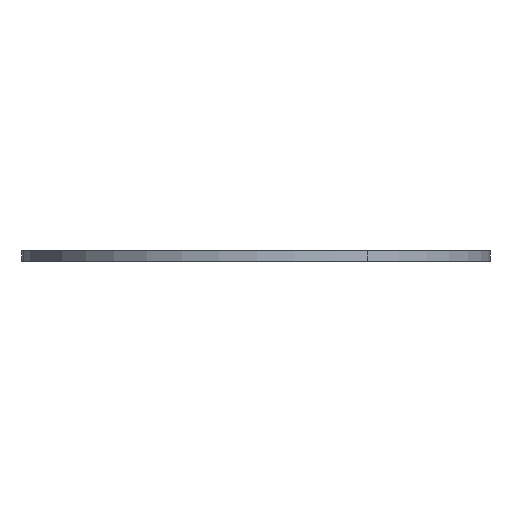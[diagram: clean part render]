
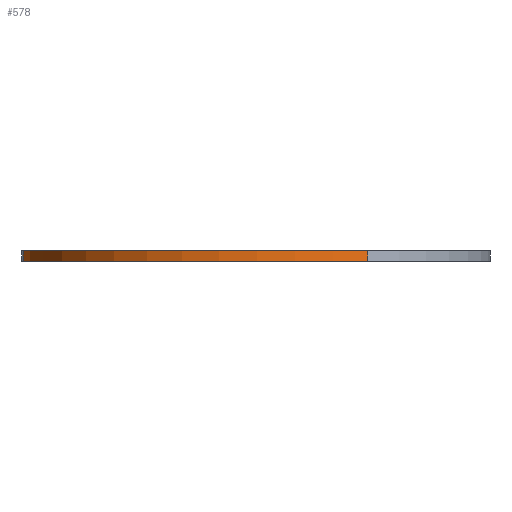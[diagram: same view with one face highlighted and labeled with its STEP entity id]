
A CAD part, front view. The second image highlights one B-rep face of the part: STEP entity #578.
In plain terms, the highlighted cylindrical face has radius 35.347 mm (diameter 70.694 mm), a partial arc.
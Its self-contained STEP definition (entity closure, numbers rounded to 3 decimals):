
#551 = VERTEX_POINT('',#552);
#552 = CARTESIAN_POINT('',(16.793,-30.259,
    1.6));
#559 = EDGE_CURVE('',#560,#551,#562,.T.);
#560 = VERTEX_POINT('',#561);
#561 = CARTESIAN_POINT('',(16.793,-30.259,0.));
#562 = LINE('',#563,#564);
#563 = CARTESIAN_POINT('',(16.793,-30.259,0.));
#564 = VECTOR('',#565,1.);
#565 = DIRECTION('',(0.,0.,1.));
#578 = ADVANCED_FACE('',(#579),#606,.T.);
#579 = FACE_BOUND('',#580,.T.);
#580 = EDGE_LOOP('',(#581,#582,#591,#599));
#581 = ORIENTED_EDGE('',*,*,#559,.T.);
#582 = ORIENTED_EDGE('',*,*,#583,.T.);
#583 = EDGE_CURVE('',#551,#584,#586,.T.);
#584 = VERTEX_POINT('',#585);
#585 = CARTESIAN_POINT('',(-35.206,-2.792,
    1.6));
#586 = CIRCLE('',#587,35.347);
#587 = AXIS2_PLACEMENT_3D('',#588,#589,#590);
#588 = CARTESIAN_POINT('',(-0.044,0.821,
    1.6));
#589 = DIRECTION('',(-0.,0.,-1.));
#590 = DIRECTION('',(0.476,-0.879,-0.));
#591 = ORIENTED_EDGE('',*,*,#592,.F.);
#592 = EDGE_CURVE('',#593,#584,#595,.T.);
#593 = VERTEX_POINT('',#594);
#594 = CARTESIAN_POINT('',(-35.206,-2.792,0.));
#595 = LINE('',#596,#597);
#596 = CARTESIAN_POINT('',(-35.206,-2.792,0.));
#597 = VECTOR('',#598,1.);
#598 = DIRECTION('',(0.,0.,1.));
#599 = ORIENTED_EDGE('',*,*,#600,.F.);
#600 = EDGE_CURVE('',#560,#593,#601,.T.);
#601 = CIRCLE('',#602,35.347);
#602 = AXIS2_PLACEMENT_3D('',#603,#604,#605);
#603 = CARTESIAN_POINT('',(-0.044,0.821,0.));
#604 = DIRECTION('',(-0.,0.,-1.));
#605 = DIRECTION('',(0.476,-0.879,-0.));
#606 = CYLINDRICAL_SURFACE('',#607,35.347);
#607 = AXIS2_PLACEMENT_3D('',#608,#609,#610);
#608 = CARTESIAN_POINT('',(-0.044,0.821,0.));
#609 = DIRECTION('',(-0.,0.,-1.));
#610 = DIRECTION('',(0.476,-0.879,-0.));
